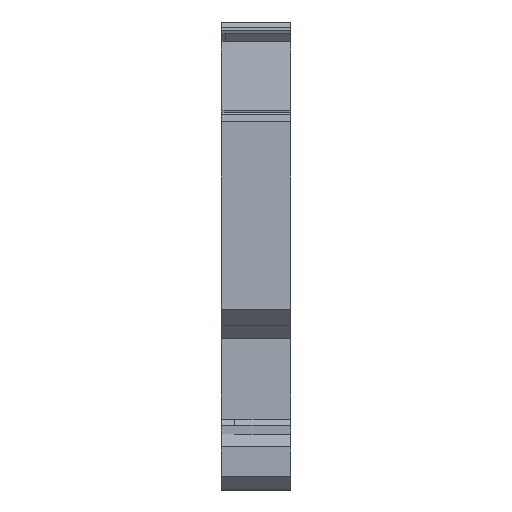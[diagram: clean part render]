
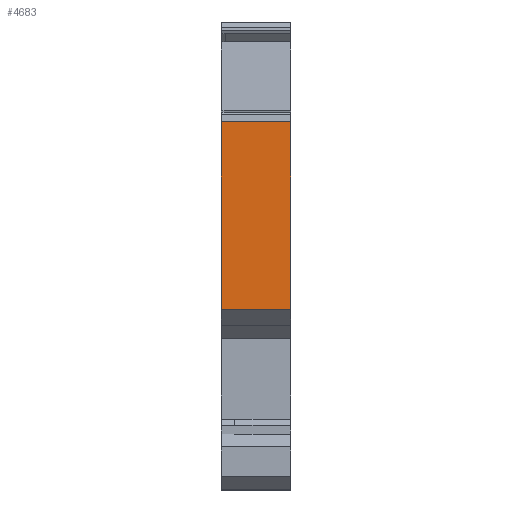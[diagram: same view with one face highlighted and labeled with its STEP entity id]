
A CAD part, left-side view. The second image highlights one B-rep face of the part: STEP entity #4683.
In plain terms, the highlighted free-form (B-spline) face has degree [1, 1] with [2, 2] control points.
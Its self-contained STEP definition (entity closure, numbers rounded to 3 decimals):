
#419=CARTESIAN_POINT('',(-31.15,0.,7.6));
#420=VERTEX_POINT('',#419);
#427=CARTESIAN_POINT('',(-31.15,5.2,7.6));
#428=VERTEX_POINT('',#427);
#429=CARTESIAN_POINT('',(-31.15,0.,7.6));
#430=CARTESIAN_POINT('',(-31.15,5.2,7.6));
#431=B_SPLINE_CURVE_WITH_KNOTS('',1,(#429,#430),.POLYLINE_FORM.,.F.,.U.,(2,2),(0.,1.),.UNSPECIFIED.);
#432=EDGE_CURVE('',#420,#428,#431,.T.);
#1961=CARTESIAN_POINT('',(-31.15,5.2,21.732));
#1962=VERTEX_POINT('',#1961);
#1963=CARTESIAN_POINT('',(-31.15,0.,21.732));
#1964=VERTEX_POINT('',#1963);
#1965=CARTESIAN_POINT('',(-31.15,5.2,21.732));
#1966=CARTESIAN_POINT('',(-31.15,0.,21.732));
#1967=B_SPLINE_CURVE_WITH_KNOTS('',1,(#1965,#1966),.POLYLINE_FORM.,.F.,.U.,(2,2),(0.,1.),.UNSPECIFIED.);
#1968=EDGE_CURVE('',#1962,#1964,#1967,.T.);
#4664=CARTESIAN_POINT('',(-31.15,5.567,23.358));
#4665=CARTESIAN_POINT('',(-31.15,-0.367,23.358));
#4666=CARTESIAN_POINT('',(-31.15,5.567,6.063));
#4667=CARTESIAN_POINT('',(-31.15,-0.367,6.063));
#4668=B_SPLINE_SURFACE_WITH_KNOTS('',1,1,((#4664,#4665),(#4666,#4667)),.PLANE_SURF.,.F.,.F.,.U.,(2,2),(2,2),(0.,1.),(0.,1.),.UNSPECIFIED.);
#4669=ORIENTED_EDGE('',*,*,#1968,.F.);
#4670=CARTESIAN_POINT('',(-31.15,5.2,21.732));
#4671=CARTESIAN_POINT('',(-31.15,5.2,7.6));
#4672=B_SPLINE_CURVE_WITH_KNOTS('',1,(#4670,#4671),.POLYLINE_FORM.,.F.,.U.,(2,2),(0.,1.),.UNSPECIFIED.);
#4673=EDGE_CURVE('',#1962,#428,#4672,.T.);
#4674=ORIENTED_EDGE('',*,*,#4673,.T.);
#4675=ORIENTED_EDGE('',*,*,#432,.F.);
#4676=CARTESIAN_POINT('',(-31.15,0.,21.732));
#4677=CARTESIAN_POINT('',(-31.15,0.,7.6));
#4678=B_SPLINE_CURVE_WITH_KNOTS('',1,(#4676,#4677),.POLYLINE_FORM.,.F.,.U.,(2,2),(0.,1.),.UNSPECIFIED.);
#4679=EDGE_CURVE('',#1964,#420,#4678,.T.);
#4680=ORIENTED_EDGE('',*,*,#4679,.F.);
#4681=EDGE_LOOP('',(#4669,#4674,#4675,#4680));
#4682=FACE_OUTER_BOUND('',#4681,.T.);
#4683=ADVANCED_FACE('',(#4682),#4668,.T.);
